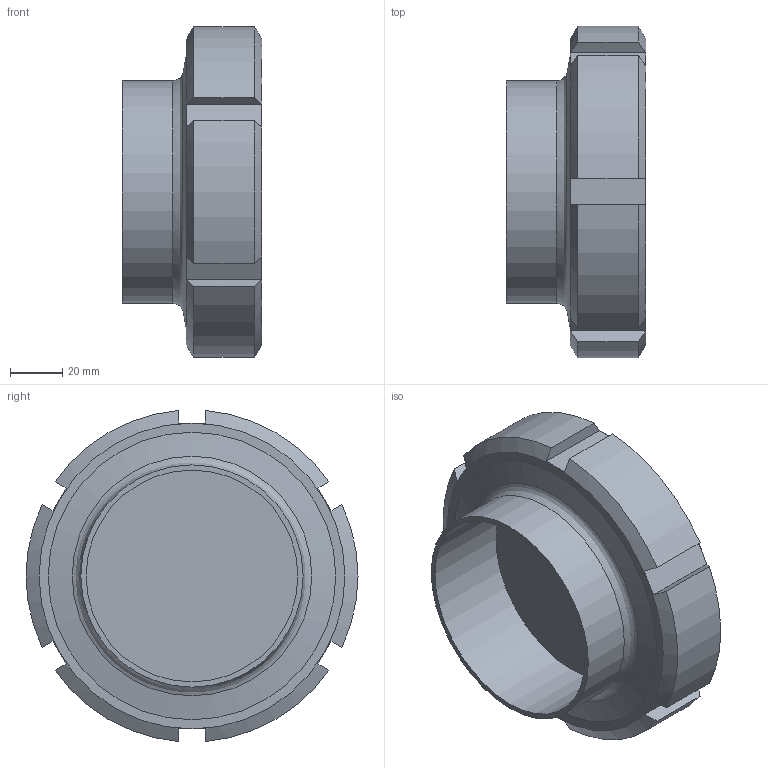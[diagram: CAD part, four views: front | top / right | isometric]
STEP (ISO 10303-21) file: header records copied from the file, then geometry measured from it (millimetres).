
FILE_DESCRIPTION((''),'2;1');
FILE_NAME('Schauglas DN080.stp','2010-12-17T12:50:03',('prost'),(''),'Autodesk Inventor 2010','Autodesk Inventor 2010','');
FILE_SCHEMA(('AUTOMOTIVE_DESIGN { 1 0 10303 214 1 1 1 1 }'));
Length unit declared in the file: millimetre
Products named in the file (1): 602010001_Schauglas DN80_Konturvereinfachung_1
Bounding box: 53.5 x 127 x 126.61 mm (x, y, z)
Volume: 283369.3 mm3; surface area: 72938.1 mm2
Topology: 1 solids, 1 shells, 58 faces, 131 edges, 83 vertices
Faces by surface type: plane 28, cylinder 15, cone 14, bspline 1
Full cylindrical faces by diameter (mm): 81 x2, 85 x2, 94.8 x1, 100 x1, 101 x1, 110 x2
Entity records: 1625 total; most frequent: CARTESIAN_POINT 395, ORIENTED_EDGE 232, DIRECTION 228, EDGE_CURVE 116, AXIS2_PLACEMENT_3D 102, VERTEX_POINT 80, EDGE_LOOP 78, STYLED_ITEM 59
